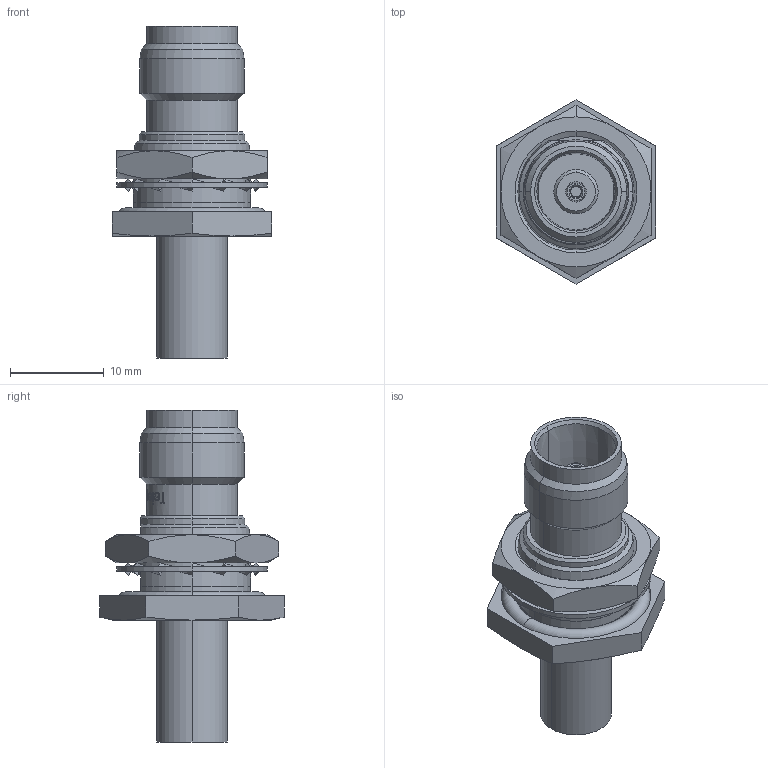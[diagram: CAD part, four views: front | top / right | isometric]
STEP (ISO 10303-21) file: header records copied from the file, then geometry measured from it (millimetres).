
FILE_DESCRIPTION (( 'STEP AP214' ), '1' );
FILE_NAME ('J01013A2260.STEP', '2018-06-04T06:18:29', ( '' ), ( '' ), 'SwSTEP 2.0', 'SolidWorks 2017', '' );
FILE_SCHEMA (( 'AUTOMOTIVE_DESIGN' ));
Length unit declared in the file: millimetre
Products named in the file (1): J01013A2260
Bounding box: 17 x 19.63 x 35.4 mm (x, y, z)
Volume: 2835.3 mm3; surface area: 2928.6 mm2
Topology: 3 solids, 3 shells, 376 faces, 957 edges, 618 vertices
Faces by surface type: plane 126, bspline 119, cylinder 67, cone 54, torus 10
Entity records: 21470 total; most frequent: CARTESIAN_POINT 9162, ORIENTED_EDGE 1914, DIRECTION 1309, EDGE_CURVE 957, VERTEX_POINT 618, AXIS2_PLACEMENT_3D 478, EDGE_LOOP 413, UNCERTAINTY_MEASURE_WITH_UNIT 377
